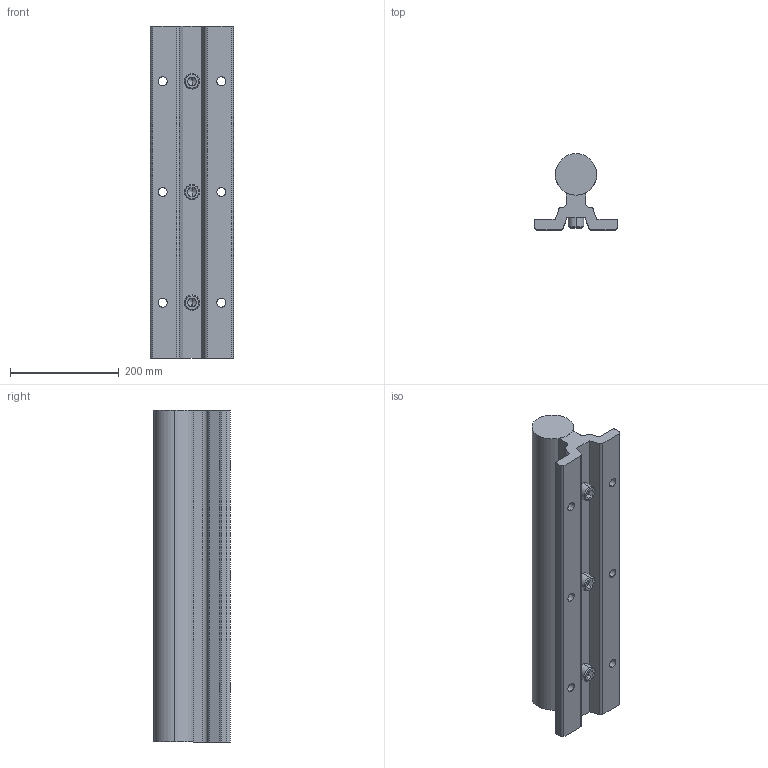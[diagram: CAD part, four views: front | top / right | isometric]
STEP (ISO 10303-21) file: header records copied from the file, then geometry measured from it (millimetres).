
FILE_DESCRIPTION (( 'STEP AP214' ), '1' );
FILE_NAME ('ShaftRailAssembly_E6432DFA42.step', '2022-05-18T02:35:48', ( '' ), ( '' ), 'SwSTEP 2.0', 'SolidWorks 2019', '' );
FILE_SCHEMA (( 'AUTOMOTIVE_DESIGN' ));
Length unit declared in the file: inch
Products named in the file (3): ShaftRailAssembly_E6432DFA42; eNL64mnXQe_CADModel_0
Assembly tree (1 placements, depth 2):
  ShaftRailAssembly_E6432DFA42
    eNL64mnXQe_CADModel_0
  eNL64mnXQe_CADModel_0
Bounding box: 152.4 x 139.7 x 609.6 mm (x, y, z)
Volume: 5387838.3 mm3; surface area: 475014.2 mm2
Topology: 5 solids, 5 shells, 152 faces, 360 edges, 218 vertices
Faces by surface type: plane 67, cylinder 55, cone 24, torus 6
Entity records: 6967 total; most frequent: CARTESIAN_POINT 1293, DIRECTION 790, ORIENTED_EDGE 696, EDGE_CURVE 348, AXIS2_PLACEMENT_3D 297, VERTEX_POINT 218, VECTOR 196, LINE 196
